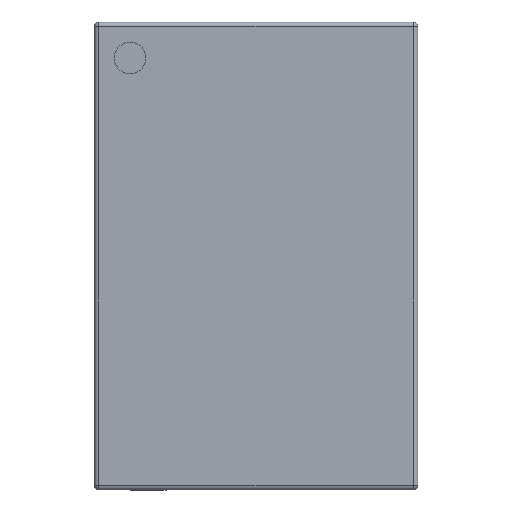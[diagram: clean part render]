
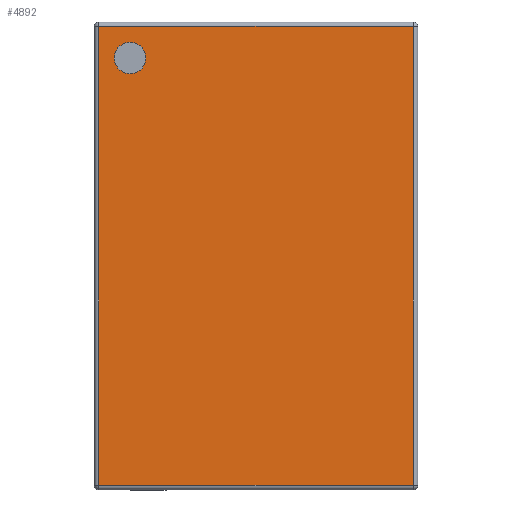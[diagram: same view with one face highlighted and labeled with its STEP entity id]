
A CAD part, top view. The second image highlights one B-rep face of the part: STEP entity #4892.
In plain terms, the highlighted planar face has unit normal (0, 0, 1).
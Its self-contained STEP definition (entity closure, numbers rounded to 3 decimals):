
#39 = EDGE_LOOP ( 'NONE', ( #6134, #183 ) ) ;
#151 = CARTESIAN_POINT ( 'NONE',  ( 0.875, -1.275, 0.5 ) ) ;
#170 = DIRECTION ( 'NONE',  ( -1., 0., 0. ) ) ;
#183 = ORIENTED_EDGE ( 'NONE', *, *, #1390, .F. ) ;
#280 = CARTESIAN_POINT ( 'NONE',  ( -0.9, 1.275, 0.5 ) ) ;
#420 = CARTESIAN_POINT ( 'NONE',  ( -0.613, 1.1, 0.5 ) ) ;
#504 = CARTESIAN_POINT ( 'NONE',  ( 0.9, -1.275, 0.5 ) ) ;
#586 = FACE_BOUND ( 'NONE', #39, .T. ) ;
#616 = CARTESIAN_POINT ( 'NONE',  ( 0., 0., 0.5 ) ) ;
#944 = DIRECTION ( 'NONE',  ( 1., 0., 0. ) ) ;
#1167 = CARTESIAN_POINT ( 'NONE',  ( -0.875, 1.275, 0.5 ) ) ;
#1309 = ORIENTED_EDGE ( 'NONE', *, *, #6498, .T. ) ;
#1359 = CARTESIAN_POINT ( 'NONE',  ( -0.7, 1.1, 0.5 ) ) ;
#1390 = EDGE_CURVE ( 'NONE', #7166, #2695, #2295, .T. ) ;
#1545 = DIRECTION ( 'NONE',  ( 1., 0., 0. ) ) ;
#1696 = PLANE ( 'NONE',  #2313 ) ;
#1778 = DIRECTION ( 'NONE',  ( 1., 0., 0. ) ) ;
#1852 = DIRECTION ( 'NONE',  ( 0., -1., 0. ) ) ;
#1930 = VERTEX_POINT ( 'NONE', #151 ) ;
#1949 = ORIENTED_EDGE ( 'NONE', *, *, #5169, .T. ) ;
#2170 = VECTOR ( 'NONE', #1545, 1000. ) ;
#2199 = LINE ( 'NONE', #504, #2170 ) ;
#2281 = EDGE_CURVE ( 'NONE', #6788, #4969, #2512, .T. ) ;
#2295 = CIRCLE ( 'NONE', #6898, 0.087 ) ;
#2313 = AXIS2_PLACEMENT_3D ( 'NONE', #616, #2385, #1778 ) ;
#2385 = DIRECTION ( 'NONE',  ( 0., 0., 1. ) ) ;
#2512 = LINE ( 'NONE', #6350, #6745 ) ;
#2695 = VERTEX_POINT ( 'NONE', #420 ) ;
#3087 = DIRECTION ( 'NONE',  ( 0., 1., 0. ) ) ;
#3158 = VECTOR ( 'NONE', #170, 1000. ) ;
#3171 = DIRECTION ( 'NONE',  ( 1., 0., 0. ) ) ;
#3254 = EDGE_LOOP ( 'NONE', ( #3988, #3742, #1309, #1949 ) ) ;
#3337 = VERTEX_POINT ( 'NONE', #6648 ) ;
#3742 = ORIENTED_EDGE ( 'NONE', *, *, #6327, .T. ) ;
#3988 = ORIENTED_EDGE ( 'NONE', *, *, #2281, .T. ) ;
#4388 = CARTESIAN_POINT ( 'NONE',  ( -0.875, -1.275, 0.5 ) ) ;
#4837 = LINE ( 'NONE', #7065, #6741 ) ;
#4892 = ADVANCED_FACE ( 'NONE', ( #586, #5100 ), #1696, .T. ) ;
#4969 = VERTEX_POINT ( 'NONE', #4388 ) ;
#4981 = CARTESIAN_POINT ( 'NONE',  ( -0.7, 1.1, 0.5 ) ) ;
#5100 = FACE_OUTER_BOUND ( 'NONE', #3254, .T. ) ;
#5169 = EDGE_CURVE ( 'NONE', #3337, #6788, #6894, .T. ) ;
#5684 = CIRCLE ( 'NONE', #6614, 0.087 ) ;
#5974 = DIRECTION ( 'NONE',  ( 0., 0., 1. ) ) ;
#6134 = ORIENTED_EDGE ( 'NONE', *, *, #6601, .F. ) ;
#6304 = CARTESIAN_POINT ( 'NONE',  ( -0.787, 1.1, 0.5 ) ) ;
#6327 = EDGE_CURVE ( 'NONE', #4969, #1930, #2199, .T. ) ;
#6350 = CARTESIAN_POINT ( 'NONE',  ( -0.875, -1.3, 0.5 ) ) ;
#6498 = EDGE_CURVE ( 'NONE', #1930, #3337, #4837, .T. ) ;
#6575 = DIRECTION ( 'NONE',  ( 0., 0., 1. ) ) ;
#6601 = EDGE_CURVE ( 'NONE', #2695, #7166, #5684, .T. ) ;
#6614 = AXIS2_PLACEMENT_3D ( 'NONE', #4981, #6575, #944 ) ;
#6648 = CARTESIAN_POINT ( 'NONE',  ( 0.875, 1.275, 0.5 ) ) ;
#6741 = VECTOR ( 'NONE', #3087, 1000. ) ;
#6745 = VECTOR ( 'NONE', #1852, 1000. ) ;
#6788 = VERTEX_POINT ( 'NONE', #1167 ) ;
#6894 = LINE ( 'NONE', #280, #3158 ) ;
#6898 = AXIS2_PLACEMENT_3D ( 'NONE', #1359, #5974, #3171 ) ;
#7065 = CARTESIAN_POINT ( 'NONE',  ( 0.875, 1.3, 0.5 ) ) ;
#7166 = VERTEX_POINT ( 'NONE', #6304 ) ;
